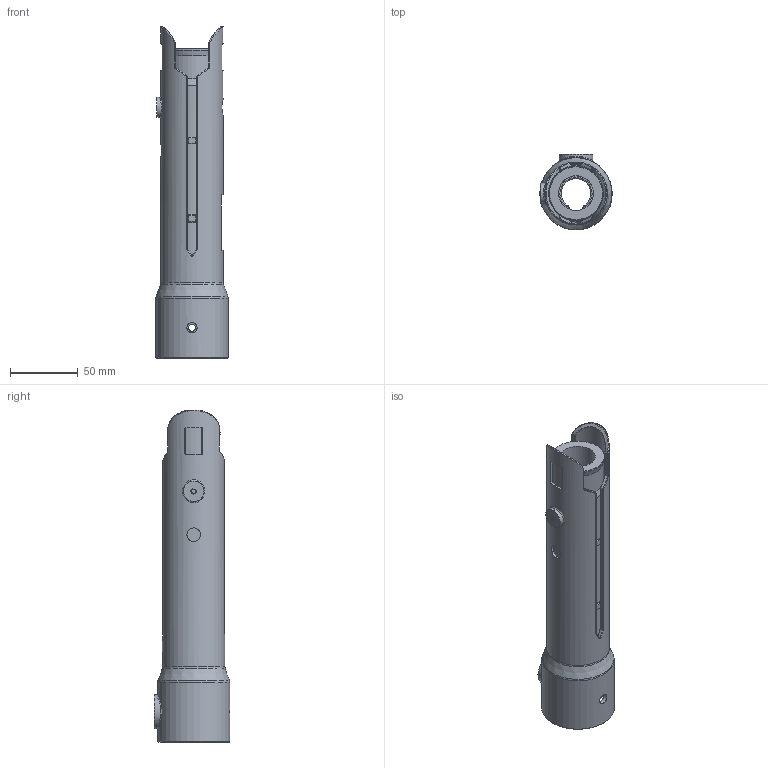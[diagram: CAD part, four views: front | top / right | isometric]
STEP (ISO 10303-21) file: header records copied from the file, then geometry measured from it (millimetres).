
FILE_DESCRIPTION(/* description */ (''),/* implementation_level */ '2;1');
FILE_NAME(/* name */ 'Main Body.stp',/* time_stamp */ '2024-09-22T09:42:26-05:00',/* author */ (''),/* organization */ (''),/* preprocessor_version */ 'ST-DEVELOPER v20',/* originating_system */ 'Autodesk Translation Framework v13.20.0.188',/* authorisation */ '');
FILE_SCHEMA (('AUTOMOTIVE_DESIGN { 1 0 10303 214 3 1 1 }'));
Length unit declared in the file: millimetre
Products named in the file (1): Main Body
Bounding box: 53.36 x 55.86 x 244.76 mm (x, y, z)
Volume: 152963.3 mm3; surface area: 73587.4 mm2
Topology: 1 solids, 1 shells, 471 faces, 1261 edges, 795 vertices
Faces by surface type: cylinder 196, bspline 139, plane 93, sphere 16, torus 14, cone 13
Full cylindrical faces by diameter (mm): 1.9 x2, 3.332 x8, 4.109 x6, 5.3 x1, 7.5 x1, 10 x1, 13 x1, 15 x1, 21 x1, 25 x1, 25.7 x1, 37 x1, 39 x1, 46 x1, 47.36 x1, 53.36 x1
Entity records: 26676 total; most frequent: CARTESIAN_POINT 15986, ORIENTED_EDGE 2514, DIRECTION 1726, EDGE_CURVE 1257, VERTEX_POINT 795, AXIS2_PLACEMENT_3D 660, B_SPLINE_CURVE_WITH_KNOTS 524, EDGE_LOOP 492
